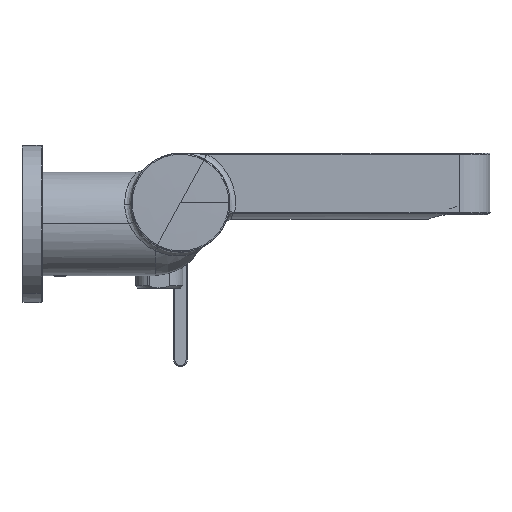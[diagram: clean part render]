
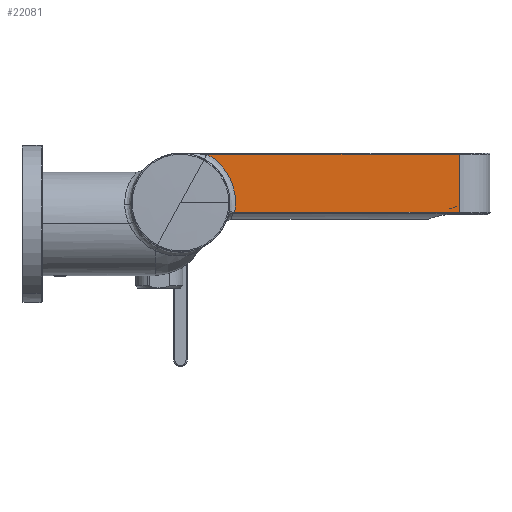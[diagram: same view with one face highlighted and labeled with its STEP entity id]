
A CAD part, front view. The second image highlights one B-rep face of the part: STEP entity #22081.
In plain terms, the highlighted planar face has unit normal (0, -1, 0).
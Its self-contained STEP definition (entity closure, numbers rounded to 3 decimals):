
#8746=CARTESIAN_POINT(' ',(86.609,61.25,3.641));
#8747=VERTEX_POINT(' ',#8746);
#8951=CARTESIAN_POINT(' ',(62.498,61.25,7.999));
#8956=DIRECTION(' ',(0.,-1.,0.));
#8961=DIRECTION(' ',(0.984,0.,-0.178));
#8966=AXIS2_PLACEMENT_3D(' ',#8951,#8956,#8961);
#8971=CIRCLE('',#8966,24.502);
#8976=CARTESIAN_POINT(' ',(74.248,61.25,29.5));
#8977=VERTEX_POINT(' ',#8976);
#8981=EDGE_CURVE(' ',#8747,#8977,#8971,.T.);
#21906=CARTESIAN_POINT(' ',(186.432,61.25,3.641));
#21907=VERTEX_POINT(' ',#21906);
#21921=CARTESIAN_POINT(' ',(186.432,61.25,3.641));
#21926=DIRECTION(' ',(-1.,0.,0.));
#21931=VECTOR(' ',#21926,1.);
#21936=LINE('',#21921,#21931);
#21941=EDGE_CURVE(' ',#21907,#8747,#21936,.T.);
#21971=DIRECTION(' ',(-0.,-1.,0.));
#21976=CARTESIAN_POINT(' ',(186.432,61.25,3.641));
#21981=DIRECTION(' ',(0.,0.,1.));
#21986=AXIS2_PLACEMENT_3D(' ',#21976,#21971,#21981);
#21991=PLANE('',#21986);
#21996=ORIENTED_EDGE(' ',*,*,#8981,.F.);
#22001=ORIENTED_EDGE(' ',*,*,#21941,.F.);
#22006=CARTESIAN_POINT(' ',(186.432,61.25,29.5));
#22011=DIRECTION(' ',(0.,0.,-1.));
#22016=VECTOR(' ',#22011,1.);
#22021=LINE('',#22006,#22016);
#22026=CARTESIAN_POINT(' ',(186.432,61.25,29.5));
#22027=VERTEX_POINT(' ',#22026);
#22031=EDGE_CURVE(' ',#22027,#21907,#22021,.T.);
#22036=ORIENTED_EDGE(' ',*,*,#22031,.F.);
#22041=CARTESIAN_POINT(' ',(186.432,61.25,29.5));
#22046=DIRECTION(' ',(-1.,0.,0.));
#22051=VECTOR(' ',#22046,1.);
#22056=LINE('',#22041,#22051);
#22061=EDGE_CURVE(' ',#22027,#8977,#22056,.T.);
#22066=ORIENTED_EDGE(' ',*,*,#22061,.T.);
#22071=EDGE_LOOP(' ',(#21996,#22001,#22036,#22066));
#22076=FACE_OUTER_BOUND(' ',#22071,.T.);
#22081=ADVANCED_FACE('',(#22076),#21991,.T.);
